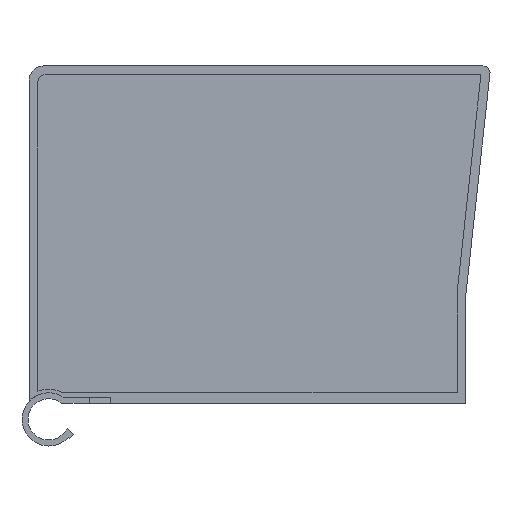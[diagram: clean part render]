
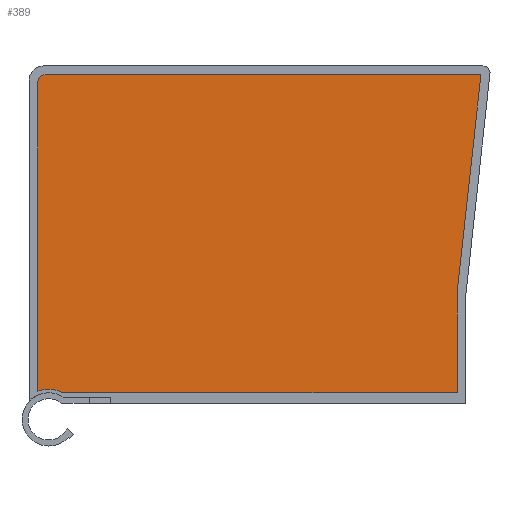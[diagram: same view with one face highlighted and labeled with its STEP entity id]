
A CAD part, left-side view. The second image highlights one B-rep face of the part: STEP entity #389.
In plain terms, the highlighted planar face has unit normal (-1, 0, 0).
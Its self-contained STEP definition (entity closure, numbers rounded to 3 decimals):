
#7 = EDGE_CURVE ( 'NONE', #1231, #334, #788, .T. ) ;
#28 = EDGE_CURVE ( 'NONE', #595, #1414, #493, .T. ) ;
#38 = AXIS2_PLACEMENT_3D ( 'NONE', #1435, #757, #749 ) ;
#44 = CARTESIAN_POINT ( 'NONE',  ( -1.5, -2.5, -91.547 ) ) ;
#66 = ORIENTED_EDGE ( 'NONE', *, *, #971, .F. ) ;
#76 = LINE ( 'NONE', #622, #694 ) ;
#82 = CARTESIAN_POINT ( 'NONE',  ( -1.5, -2.5, -2.5 ) ) ;
#87 = ORIENTED_EDGE ( 'NONE', *, *, #1018, .F. ) ;
#92 = CARTESIAN_POINT ( 'NONE',  ( -1.5, -120.5, -63.864 ) ) ;
#94 = VERTEX_POINT ( 'NONE', #1090 ) ;
#105 = EDGE_CURVE ( 'NONE', #334, #1010, #1194, .T. ) ;
#132 = EDGE_CURVE ( 'NONE', #94, #953, #1303, .T. ) ;
#136 = CARTESIAN_POINT ( 'NONE',  ( -1.5, -127.212, -2.5 ) ) ;
#206 = EDGE_CURVE ( 'NONE', #954, #595, #907, .T. ) ;
#244 = DIRECTION ( 'NONE',  ( 0., 0.109, -0.994 ) ) ;
#261 = AXIS2_PLACEMENT_3D ( 'NONE', #1186, #823, #630 ) ;
#277 = ORIENTED_EDGE ( 'NONE', *, *, #28, .F. ) ;
#283 = CARTESIAN_POINT ( 'NONE',  ( -1.5, -120.5, -92. ) ) ;
#309 = ORIENTED_EDGE ( 'NONE', *, *, #1338, .F. ) ;
#312 = CARTESIAN_POINT ( 'NONE',  ( -1.5, -5.5, -99.5 ) ) ;
#315 = CARTESIAN_POINT ( 'NONE',  ( -1.5, -9.5, -92. ) ) ;
#334 = VERTEX_POINT ( 'NONE', #500 ) ;
#338 = CARTESIAN_POINT ( 'NONE',  ( -1.5, -127.212, -2.5 ) ) ;
#341 = ORIENTED_EDGE ( 'NONE', *, *, #7, .F. ) ;
#354 = ORIENTED_EDGE ( 'NONE', *, *, #105, .F. ) ;
#389 = ADVANCED_FACE ( 'NONE', ( #1384 ), #1269, .F. ) ;
#404 = DIRECTION ( 'NONE',  ( 0., 1., 0. ) ) ;
#474 = LINE ( 'NONE', #918, #1359 ) ;
#493 = CIRCLE ( 'NONE', #684, 8.5 ) ;
#500 = CARTESIAN_POINT ( 'NONE',  ( -1.5, -120.5, -63.864 ) ) ;
#531 = CARTESIAN_POINT ( 'NONE',  ( -1.5, -2.5, -4.5 ) ) ;
#550 = DIRECTION ( 'NONE',  ( 0., 0., -1. ) ) ;
#595 = VERTEX_POINT ( 'NONE', #1133 ) ;
#622 = CARTESIAN_POINT ( 'NONE',  ( -1.5, -120.5, -92. ) ) ;
#630 = DIRECTION ( 'NONE',  ( 0., 0., -1. ) ) ;
#657 = VECTOR ( 'NONE', #244, 1000. ) ;
#665 = DIRECTION ( 'NONE',  ( 0., 0., 1. ) ) ;
#672 = DIRECTION ( 'NONE',  ( -1., 0., 0. ) ) ;
#684 = AXIS2_PLACEMENT_3D ( 'NONE', #1323, #672, #665 ) ;
#694 = VECTOR ( 'NONE', #404, 1000. ) ;
#732 = DIRECTION ( 'NONE',  ( 1., 0., 0. ) ) ;
#749 = DIRECTION ( 'NONE',  ( 0., 0., 1. ) ) ;
#757 = DIRECTION ( 'NONE',  ( -1., 0., 0. ) ) ;
#788 = LINE ( 'NONE', #338, #657 ) ;
#823 = DIRECTION ( 'NONE',  ( -1., 0., 0. ) ) ;
#834 = VECTOR ( 'NONE', #550, 1000. ) ;
#907 = CIRCLE ( 'NONE', #38, 8.5 ) ;
#910 = ORIENTED_EDGE ( 'NONE', *, *, #132, .T. ) ;
#918 = CARTESIAN_POINT ( 'NONE',  ( -1.5, -2.5, -2.5 ) ) ;
#945 = DIRECTION ( 'NONE',  ( 0., -1., 0. ) ) ;
#953 = VERTEX_POINT ( 'NONE', #531 ) ;
#954 = VERTEX_POINT ( 'NONE', #315 ) ;
#971 = EDGE_CURVE ( 'NONE', #94, #1231, #1170, .T. ) ;
#1010 = VERTEX_POINT ( 'NONE', #283 ) ;
#1018 = EDGE_CURVE ( 'NONE', #1010, #954, #76, .T. ) ;
#1028 = DIRECTION ( 'NONE',  ( 0., 0., 1. ) ) ;
#1044 = ORIENTED_EDGE ( 'NONE', *, *, #206, .F. ) ;
#1090 = CARTESIAN_POINT ( 'NONE',  ( -1.5, -4.5, -2.5 ) ) ;
#1092 = AXIS2_PLACEMENT_3D ( 'NONE', #312, #732, #1406 ) ;
#1133 = CARTESIAN_POINT ( 'NONE',  ( -1.5, -5.5, -91. ) ) ;
#1170 = LINE ( 'NONE', #82, #1266 ) ;
#1186 = CARTESIAN_POINT ( 'NONE',  ( -1.5, -4.5, -4.5 ) ) ;
#1194 = LINE ( 'NONE', #92, #834 ) ;
#1206 = EDGE_LOOP ( 'NONE', ( #66, #910, #309, #277, #1044, #87, #354, #341 ) ) ;
#1231 = VERTEX_POINT ( 'NONE', #136 ) ;
#1266 = VECTOR ( 'NONE', #945, 1000. ) ;
#1269 = PLANE ( 'NONE',  #1092 ) ;
#1303 = CIRCLE ( 'NONE', #261, 2. ) ;
#1323 = CARTESIAN_POINT ( 'NONE',  ( -1.5, -5.5, -99.5 ) ) ;
#1338 = EDGE_CURVE ( 'NONE', #1414, #953, #474, .T. ) ;
#1359 = VECTOR ( 'NONE', #1028, 1000. ) ;
#1384 = FACE_OUTER_BOUND ( 'NONE', #1206, .T. ) ;
#1406 = DIRECTION ( 'NONE',  ( 0., 0., 1. ) ) ;
#1414 = VERTEX_POINT ( 'NONE', #44 ) ;
#1435 = CARTESIAN_POINT ( 'NONE',  ( -1.5, -5.5, -99.5 ) ) ;
